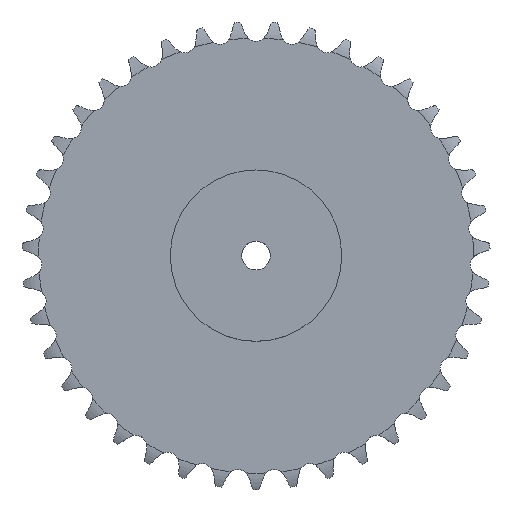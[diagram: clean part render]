
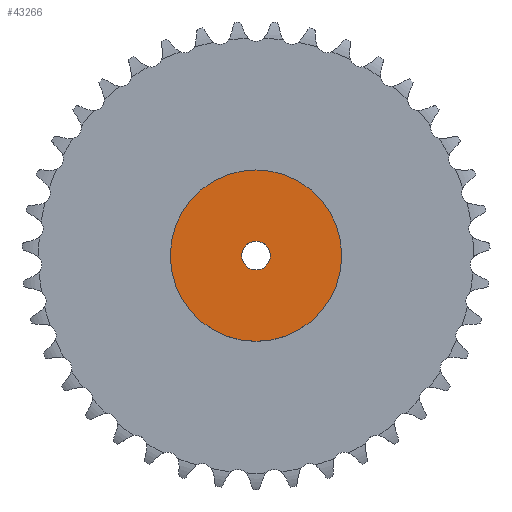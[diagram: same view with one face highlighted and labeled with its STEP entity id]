
A CAD part, top view. The second image highlights one B-rep face of the part: STEP entity #43266.
In plain terms, the highlighted planar face has unit normal (0, 0, 1).
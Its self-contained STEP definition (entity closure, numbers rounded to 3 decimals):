
#4827 = CYLINDRICAL_SURFACE('',#4828,75.);
#4828 = AXIS2_PLACEMENT_3D('',#4829,#4830,#4831);
#4829 = CARTESIAN_POINT('',(0.,0.,0.));
#4830 = DIRECTION('',(-0.,-0.,-1.));
#4831 = DIRECTION('',(1.,0.,0.));
#27115 = VERTEX_POINT('',#27116);
#27116 = CARTESIAN_POINT('',(75.,0.,55.));
#27137 = EDGE_CURVE('',#27115,#27115,#27138,.T.);
#27138 = SURFACE_CURVE('',#27139,(#27144,#27151),.PCURVE_S1.);
#27139 = CIRCLE('',#27140,75.);
#27140 = AXIS2_PLACEMENT_3D('',#27141,#27142,#27143);
#27141 = CARTESIAN_POINT('',(0.,0.,55.));
#27142 = DIRECTION('',(0.,0.,1.));
#27143 = DIRECTION('',(1.,0.,0.));
#27144 = PCURVE('',#4827,#27145);
#27145 = DEFINITIONAL_REPRESENTATION('',(#27146),#27150);
#27146 = LINE('',#27147,#27148);
#27147 = CARTESIAN_POINT('',(-0.,-55.));
#27148 = VECTOR('',#27149,1.);
#27149 = DIRECTION('',(-1.,0.));
#27150 = ( GEOMETRIC_REPRESENTATION_CONTEXT(2) 
PARAMETRIC_REPRESENTATION_CONTEXT() REPRESENTATION_CONTEXT('2D SPACE',''
  ) );
#27151 = PCURVE('',#27152,#27157);
#27152 = PLANE('',#27153);
#27153 = AXIS2_PLACEMENT_3D('',#27154,#27155,#27156);
#27154 = CARTESIAN_POINT('',(0.,0.,55.)
  );
#27155 = DIRECTION('',(0.,0.,1.));
#27156 = DIRECTION('',(1.,0.,0.));
#27157 = DEFINITIONAL_REPRESENTATION('',(#27158),#27162);
#27158 = CIRCLE('',#27159,75.);
#27159 = AXIS2_PLACEMENT_2D('',#27160,#27161);
#27160 = CARTESIAN_POINT('',(0.,0.));
#27161 = DIRECTION('',(1.,0.));
#27162 = ( GEOMETRIC_REPRESENTATION_CONTEXT(2) 
PARAMETRIC_REPRESENTATION_CONTEXT() REPRESENTATION_CONTEXT('2D SPACE',''
  ) );
#36833 = CYLINDRICAL_SURFACE('',#36834,12.5);
#36834 = AXIS2_PLACEMENT_3D('',#36835,#36836,#36837);
#36835 = CARTESIAN_POINT('',(0.,0.,611.609));
#36836 = DIRECTION('',(0.,0.,1.));
#36837 = DIRECTION('',(1.,0.,0.));
#43266 = ADVANCED_FACE('',(#43267,#43270),#27152,.T.);
#43267 = FACE_BOUND('',#43268,.T.);
#43268 = EDGE_LOOP('',(#43269));
#43269 = ORIENTED_EDGE('',*,*,#27137,.T.);
#43270 = FACE_BOUND('',#43271,.T.);
#43271 = EDGE_LOOP('',(#43272));
#43272 = ORIENTED_EDGE('',*,*,#43273,.F.);
#43273 = EDGE_CURVE('',#43274,#43274,#43276,.T.);
#43274 = VERTEX_POINT('',#43275);
#43275 = CARTESIAN_POINT('',(12.5,0.,55.));
#43276 = SURFACE_CURVE('',#43277,(#43282,#43289),.PCURVE_S1.);
#43277 = CIRCLE('',#43278,12.5);
#43278 = AXIS2_PLACEMENT_3D('',#43279,#43280,#43281);
#43279 = CARTESIAN_POINT('',(0.,0.,55.));
#43280 = DIRECTION('',(0.,0.,1.));
#43281 = DIRECTION('',(1.,0.,0.));
#43282 = PCURVE('',#27152,#43283);
#43283 = DEFINITIONAL_REPRESENTATION('',(#43284),#43288);
#43284 = CIRCLE('',#43285,12.5);
#43285 = AXIS2_PLACEMENT_2D('',#43286,#43287);
#43286 = CARTESIAN_POINT('',(0.,0.));
#43287 = DIRECTION('',(1.,0.));
#43288 = ( GEOMETRIC_REPRESENTATION_CONTEXT(2) 
PARAMETRIC_REPRESENTATION_CONTEXT() REPRESENTATION_CONTEXT('2D SPACE',''
  ) );
#43289 = PCURVE('',#36833,#43290);
#43290 = DEFINITIONAL_REPRESENTATION('',(#43291),#43295);
#43291 = LINE('',#43292,#43293);
#43292 = CARTESIAN_POINT('',(0.,-556.609));
#43293 = VECTOR('',#43294,1.);
#43294 = DIRECTION('',(1.,0.));
#43295 = ( GEOMETRIC_REPRESENTATION_CONTEXT(2) 
PARAMETRIC_REPRESENTATION_CONTEXT() REPRESENTATION_CONTEXT('2D SPACE',''
  ) );
